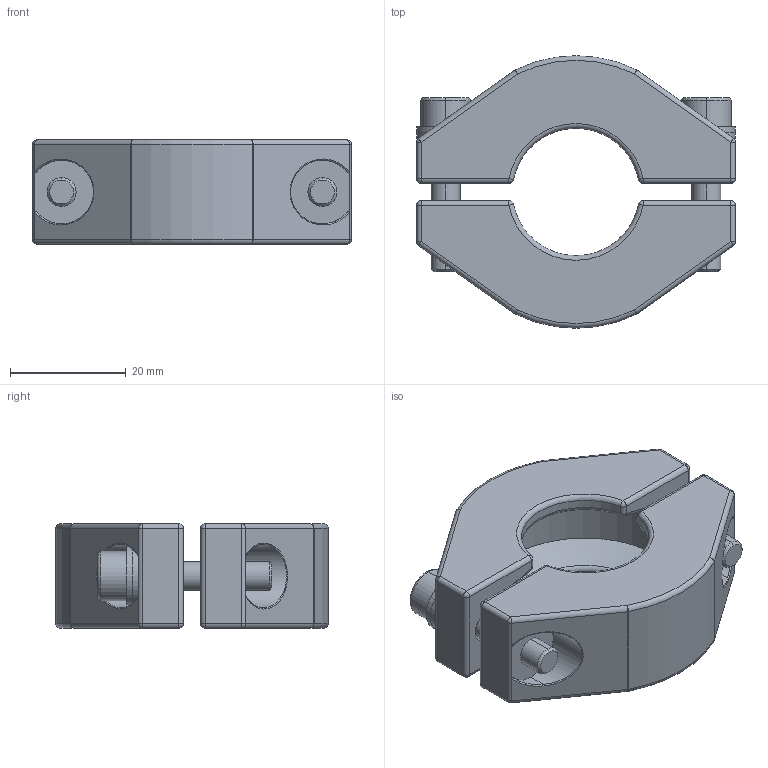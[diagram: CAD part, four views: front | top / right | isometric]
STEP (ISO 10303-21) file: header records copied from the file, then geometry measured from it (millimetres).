
FILE_DESCRIPTION (( 'STEP AP214' ), '1' );
FILE_NAME ('120BSM016-A.step', '2017-09-05T05:04:18', ( 'install' ), ( '' ), 'SwSTEP 2.0', 'SolidWorks 2015', '' );
FILE_SCHEMA (( 'AUTOMOTIVE_DESIGN' ));
Length unit declared in the file: millimetre
Products named in the file (1): 120BSM016-A
Bounding box: 55 x 47 x 18 mm (x, y, z)
Volume: 21023.3 mm3; surface area: 11515 mm2
Topology: 8 solids, 8 shells, 250 faces, 556 edges, 302 vertices
Faces by surface type: cylinder 100, plane 58, sphere 40, torus 28, cone 12, bspline 12
Entity records: 10147 total; most frequent: CARTESIAN_POINT 1897, DIRECTION 1226, ORIENTED_EDGE 1056, EDGE_CURVE 528, AXIS2_PLACEMENT_3D 515, VERTEX_POINT 302, CIRCLE 276, EDGE_LOOP 274
